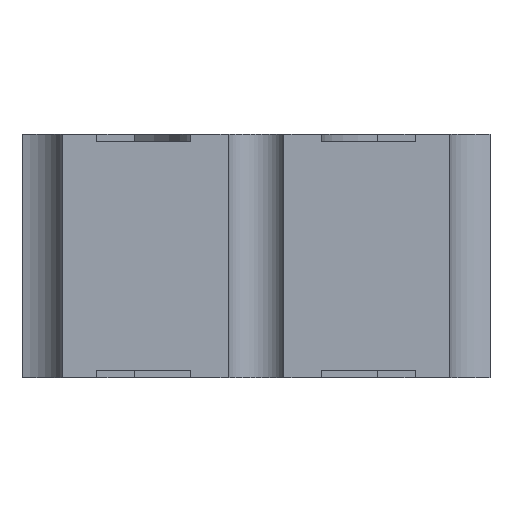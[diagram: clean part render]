
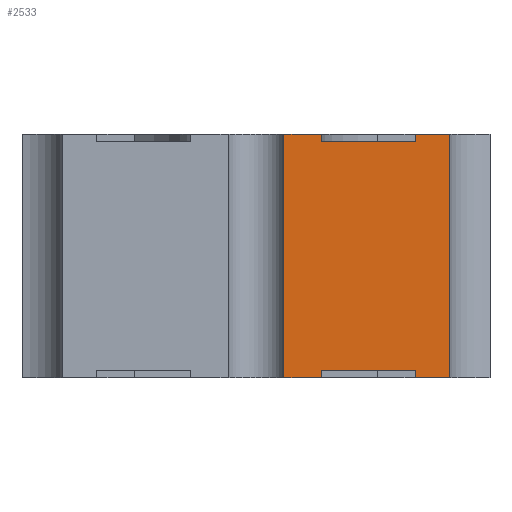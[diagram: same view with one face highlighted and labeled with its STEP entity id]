
A CAD part, left-side view. The second image highlights one B-rep face of the part: STEP entity #2533.
In plain terms, the highlighted planar face has unit normal (-1, 0, 0).
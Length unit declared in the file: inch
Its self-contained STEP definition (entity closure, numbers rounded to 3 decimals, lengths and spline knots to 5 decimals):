
#102 = CARTESIAN_POINT ( 'NONE',  ( -0.1, -0.0175, 0.063 ) ) ;
#131 = EDGE_CURVE ( 'NONE', #1997, #2455, #7803, .T. ) ;
#141 = CARTESIAN_POINT ( 'NONE',  ( -0.1, 0., 0.065 ) ) ;
#303 = EDGE_CURVE ( 'NONE', #7875, #5579, #1301, .T. ) ;
#307 = ORIENTED_EDGE ( 'NONE', *, *, #6614, .T. ) ;
#319 = VERTEX_POINT ( 'NONE', #327 ) ;
#327 = CARTESIAN_POINT ( 'NONE',  ( -0.1, -0.0425, 0.065 ) ) ;
#529 = CARTESIAN_POINT ( 'NONE',  ( -0.1, -0.00744, 0.065 ) ) ;
#603 = VECTOR ( 'NONE', #5950, 39.37008 ) ;
#695 = VECTOR ( 'NONE', #2953, 39.37008 ) ;
#739 = CARTESIAN_POINT ( 'NONE',  ( -0.1, -0.05173, 0. ) ) ;
#812 = DIRECTION ( 'NONE',  ( 0., -1., 0. ) ) ;
#817 = EDGE_CURVE ( 'NONE', #6126, #5230, #12159, .T. ) ;
#960 = DIRECTION ( 'NONE',  ( 0., 0., 1. ) ) ;
#1112 = DIRECTION ( 'NONE',  ( 0., 1., 0. ) ) ;
#1301 = LINE ( 'NONE', #141, #11730 ) ;
#1349 = CARTESIAN_POINT ( 'NONE',  ( -0.1, 0.065, 0.002 ) ) ;
#1997 = VERTEX_POINT ( 'NONE', #5553 ) ;
#2330 = VERTEX_POINT ( 'NONE', #4299 ) ;
#2364 = EDGE_CURVE ( 'NONE', #1997, #319, #6572, .T. ) ;
#2455 = VERTEX_POINT ( 'NONE', #739 ) ;
#2533 = ADVANCED_FACE ( 'NONE', ( #4100 ), #3076, .T. ) ;
#2781 = VECTOR ( 'NONE', #7154, 39.37008 ) ;
#2837 = ORIENTED_EDGE ( 'NONE', *, *, #131, .F. ) ;
#2890 = VECTOR ( 'NONE', #11208, 39.37008 ) ;
#2953 = DIRECTION ( 'NONE',  ( 0., 1., 0. ) ) ;
#3060 = CARTESIAN_POINT ( 'NONE',  ( -0.1, -0.0425, 0.002 ) ) ;
#3076 = PLANE ( 'NONE',  #8098 ) ;
#3540 = CARTESIAN_POINT ( 'NONE',  ( -0.1, -0.0175, 0.063 ) ) ;
#3721 = ORIENTED_EDGE ( 'NONE', *, *, #7507, .F. ) ;
#3796 = DIRECTION ( 'NONE',  ( 0., 1., 0. ) ) ;
#3987 = ORIENTED_EDGE ( 'NONE', *, *, #8802, .T. ) ;
#4100 = FACE_OUTER_BOUND ( 'NONE', #4106, .T. ) ;
#4106 = EDGE_LOOP ( 'NONE', ( #3987, #7242, #9761, #12465, #6701, #10466, #2837, #11653, #3721, #307, #10319, #9395 ) ) ;
#4221 = DIRECTION ( 'NONE',  ( 0., 0., -1. ) ) ;
#4299 = CARTESIAN_POINT ( 'NONE',  ( -0.1, -0.0425, 0.063 ) ) ;
#4471 = CARTESIAN_POINT ( 'NONE',  ( -0.1, -0.05173, 0. ) ) ;
#4603 = CARTESIAN_POINT ( 'NONE',  ( -0.1, -0.0175, 0.002 ) ) ;
#4825 = CARTESIAN_POINT ( 'NONE',  ( -0.1, 0., 0.065 ) ) ;
#4991 = EDGE_CURVE ( 'NONE', #10226, #2455, #12789, .T. ) ;
#5003 = DIRECTION ( 'NONE',  ( -1., 0., 0. ) ) ;
#5230 = VERTEX_POINT ( 'NONE', #11367 ) ;
#5553 = CARTESIAN_POINT ( 'NONE',  ( -0.1, -0.05173, 0.065 ) ) ;
#5579 = VERTEX_POINT ( 'NONE', #529 ) ;
#5754 = VECTOR ( 'NONE', #6204, 39.37008 ) ;
#5885 = CARTESIAN_POINT ( 'NONE',  ( -0.1, -0.0425, 0.063 ) ) ;
#5950 = DIRECTION ( 'NONE',  ( 0., 0., -1. ) ) ;
#5966 = CARTESIAN_POINT ( 'NONE',  ( -0.1, -0.0425, 0.002 ) ) ;
#6126 = VERTEX_POINT ( 'NONE', #4603 ) ;
#6151 = LINE ( 'NONE', #10111, #9373 ) ;
#6204 = DIRECTION ( 'NONE',  ( 0., 1., 0. ) ) ;
#6213 = DIRECTION ( 'NONE',  ( 0., -1., 0. ) ) ;
#6572 = LINE ( 'NONE', #11634, #10986 ) ;
#6614 = EDGE_CURVE ( 'NONE', #2330, #11299, #8833, .T. ) ;
#6701 = ORIENTED_EDGE ( 'NONE', *, *, #10194, .T. ) ;
#6755 = VERTEX_POINT ( 'NONE', #5966 ) ;
#6865 = LINE ( 'NONE', #5885, #10859 ) ;
#7154 = DIRECTION ( 'NONE',  ( 0., 0., 1. ) ) ;
#7191 = EDGE_CURVE ( 'NONE', #12279, #5230, #9262, .T. ) ;
#7242 = ORIENTED_EDGE ( 'NONE', *, *, #7191, .T. ) ;
#7507 = EDGE_CURVE ( 'NONE', #2330, #319, #6865, .T. ) ;
#7803 = LINE ( 'NONE', #8642, #11903 ) ;
#7866 = DIRECTION ( 'NONE',  ( 0., 0., -1. ) ) ;
#7875 = VERTEX_POINT ( 'NONE', #10802 ) ;
#7893 = CARTESIAN_POINT ( 'NONE',  ( -0.1, -0.00744, 0. ) ) ;
#7957 = VECTOR ( 'NONE', #6213, 39.37008 ) ;
#8098 = AXIS2_PLACEMENT_3D ( 'NONE', #4825, #5003, #8781 ) ;
#8360 = CARTESIAN_POINT ( 'NONE',  ( -0.1, -0.0175, 0.002 ) ) ;
#8642 = CARTESIAN_POINT ( 'NONE',  ( -0.1, -0.05173, 0.063 ) ) ;
#8781 = DIRECTION ( 'NONE',  ( 0., 0., 1. ) ) ;
#8802 = EDGE_CURVE ( 'NONE', #5579, #12279, #6151, .T. ) ;
#8833 = LINE ( 'NONE', #12776, #695 ) ;
#8879 = LINE ( 'NONE', #3060, #603 ) ;
#8979 = LINE ( 'NONE', #102, #2781 ) ;
#9154 = EDGE_CURVE ( 'NONE', #6755, #6126, #11010, .T. ) ;
#9262 = LINE ( 'NONE', #4471, #7957 ) ;
#9340 = VECTOR ( 'NONE', #812, 39.37008 ) ;
#9373 = VECTOR ( 'NONE', #4221, 39.37008 ) ;
#9395 = ORIENTED_EDGE ( 'NONE', *, *, #303, .T. ) ;
#9761 = ORIENTED_EDGE ( 'NONE', *, *, #817, .F. ) ;
#9791 = CARTESIAN_POINT ( 'NONE',  ( -0.1, -0.0425, 0. ) ) ;
#10111 = CARTESIAN_POINT ( 'NONE',  ( -0.1, -0.00744, 0.065 ) ) ;
#10194 = EDGE_CURVE ( 'NONE', #6755, #10226, #8879, .T. ) ;
#10226 = VERTEX_POINT ( 'NONE', #9791 ) ;
#10319 = ORIENTED_EDGE ( 'NONE', *, *, #12490, .T. ) ;
#10466 = ORIENTED_EDGE ( 'NONE', *, *, #4991, .T. ) ;
#10802 = CARTESIAN_POINT ( 'NONE',  ( -0.1, -0.0175, 0.065 ) ) ;
#10859 = VECTOR ( 'NONE', #960, 39.37008 ) ;
#10986 = VECTOR ( 'NONE', #3796, 39.37008 ) ;
#11010 = LINE ( 'NONE', #1349, #5754 ) ;
#11208 = DIRECTION ( 'NONE',  ( 0., 0., -1. ) ) ;
#11299 = VERTEX_POINT ( 'NONE', #3540 ) ;
#11367 = CARTESIAN_POINT ( 'NONE',  ( -0.1, -0.0175, 0. ) ) ;
#11634 = CARTESIAN_POINT ( 'NONE',  ( -0.1, 0., 0.065 ) ) ;
#11653 = ORIENTED_EDGE ( 'NONE', *, *, #2364, .T. ) ;
#11730 = VECTOR ( 'NONE', #1112, 39.37008 ) ;
#11828 = CARTESIAN_POINT ( 'NONE',  ( -0.1, -0.05173, 0. ) ) ;
#11903 = VECTOR ( 'NONE', #7866, 39.37008 ) ;
#12159 = LINE ( 'NONE', #8360, #2890 ) ;
#12279 = VERTEX_POINT ( 'NONE', #7893 ) ;
#12465 = ORIENTED_EDGE ( 'NONE', *, *, #9154, .F. ) ;
#12490 = EDGE_CURVE ( 'NONE', #11299, #7875, #8979, .T. ) ;
#12776 = CARTESIAN_POINT ( 'NONE',  ( -0.1, 0.065, 0.063 ) ) ;
#12789 = LINE ( 'NONE', #11828, #9340 ) ;
